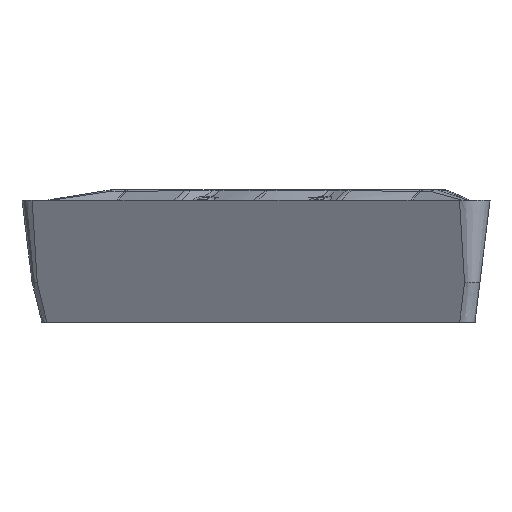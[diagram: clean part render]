
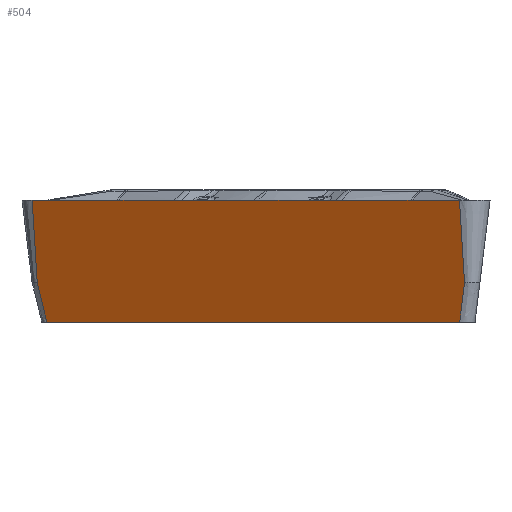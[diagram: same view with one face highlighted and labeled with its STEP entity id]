
A CAD part, left-side view. The second image highlights one B-rep face of the part: STEP entity #504.
In plain terms, the highlighted planar face has unit normal (-0.86, 0.496, -0.122).
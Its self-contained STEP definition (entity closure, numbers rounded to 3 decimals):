
#218=PLANE('',#2891);
#329=FACE_OUTER_BOUND('',#717,.T.);
#504=ADVANCED_FACE('',(#329),#218,.T.);
#717=EDGE_LOOP('',(#1031,#1032,#1033,#1034,#1035,#1036,#1037,#1038,#1039,
#1040));
#899=LINE('',#3527,#944);
#902=LINE('',#3735,#947);
#903=LINE('',#3737,#948);
#944=VECTOR('',#3078,1.);
#947=VECTOR('',#3083,1.);
#948=VECTOR('',#3086,1.);
#1031=ORIENTED_EDGE('',*,*,#2168,.T.);
#1032=ORIENTED_EDGE('',*,*,#2175,.T.);
#1033=ORIENTED_EDGE('',*,*,#2192,.F.);
#1034=ORIENTED_EDGE('',*,*,#2193,.T.);
#1035=ORIENTED_EDGE('',*,*,#2194,.T.);
#1036=ORIENTED_EDGE('',*,*,#2195,.T.);
#1037=ORIENTED_EDGE('',*,*,#2196,.T.);
#1038=ORIENTED_EDGE('',*,*,#2197,.T.);
#1039=ORIENTED_EDGE('',*,*,#2191,.T.);
#1040=ORIENTED_EDGE('',*,*,#2173,.T.);
#1883=VERTEX_POINT('',#3496);
#1891=VERTEX_POINT('',#3526);
#1894=VERTEX_POINT('',#3608);
#1896=VERTEX_POINT('',#3638);
#1908=VERTEX_POINT('',#3729);
#1910=VERTEX_POINT('',#3738);
#1911=VERTEX_POINT('',#3743);
#1912=VERTEX_POINT('',#3748);
#1913=VERTEX_POINT('',#3753);
#1914=VERTEX_POINT('',#3758);
#2168=EDGE_CURVE('',#1883,#1891,#899,.T.);
#2173=EDGE_CURVE('',#1894,#1883,#2618,.T.);
#2175=EDGE_CURVE('',#1891,#1896,#2620,.T.);
#2191=EDGE_CURVE('',#1908,#1894,#902,.T.);
#2192=EDGE_CURVE('',#1910,#1896,#903,.T.);
#2193=EDGE_CURVE('',#1910,#1911,#2634,.T.);
#2194=EDGE_CURVE('',#1911,#1912,#2635,.T.);
#2195=EDGE_CURVE('',#1912,#1913,#2636,.T.);
#2196=EDGE_CURVE('',#1913,#1914,#2637,.T.);
#2197=EDGE_CURVE('',#1914,#1908,#2638,.T.);
#2618=B_SPLINE_CURVE_WITH_KNOTS('',3,(#3618,#3619,#3620,#3621),
 .UNSPECIFIED.,.F.,.F.,(4,4),(0.,1.),.UNSPECIFIED.);
#2620=B_SPLINE_CURVE_WITH_KNOTS('',3,(#3640,#3641,#3642,#3643),
 .UNSPECIFIED.,.F.,.F.,(4,4),(0.,1.),.UNSPECIFIED.);
#2634=B_SPLINE_CURVE_WITH_KNOTS('',3,(#3739,#3740,#3741,#3742),
 .UNSPECIFIED.,.F.,.F.,(4,4),(0.,1.),.UNSPECIFIED.);
#2635=B_SPLINE_CURVE_WITH_KNOTS('',3,(#3744,#3745,#3746,#3747),
 .UNSPECIFIED.,.F.,.F.,(4,4),(0.,1.),.UNSPECIFIED.);
#2636=B_SPLINE_CURVE_WITH_KNOTS('',3,(#3749,#3750,#3751,#3752),
 .UNSPECIFIED.,.F.,.F.,(4,4),(0.,1.),.UNSPECIFIED.);
#2637=B_SPLINE_CURVE_WITH_KNOTS('',3,(#3754,#3755,#3756,#3757),
 .UNSPECIFIED.,.F.,.F.,(4,4),(0.,1.),.UNSPECIFIED.);
#2638=B_SPLINE_CURVE_WITH_KNOTS('',3,(#3759,#3760,#3761,#3762),
 .UNSPECIFIED.,.F.,.F.,(4,4),(0.,1.),.UNSPECIFIED.);
#2891=AXIS2_PLACEMENT_3D('',#3763,#3087,#3088);
#3078=DIRECTION('',(-0.5,-0.866,0.));
#3083=DIRECTION('',(0.106,-0.061,-0.993));
#3086=DIRECTION('',(0.106,-0.061,-0.993));
#3087=DIRECTION('',(-0.86,0.496,-0.122));
#3088=DIRECTION('',(-0.5,-0.866,0.));
#3496=CARTESIAN_POINT('',(-0.173,5.466,-2.58));
#3526=CARTESIAN_POINT('',(-4.82,-2.583,-2.58));
#3527=CARTESIAN_POINT('',(-4.902,-2.726,-2.58));
#3608=CARTESIAN_POINT('',(-0.173,5.656,-1.804));
#3618=CARTESIAN_POINT('',(-0.173,5.656,-1.804));
#3619=CARTESIAN_POINT('',(-0.173,5.593,-2.063));
#3620=CARTESIAN_POINT('',(-0.173,5.529,-2.321));
#3621=CARTESIAN_POINT('',(-0.173,5.466,-2.58));
#3638=CARTESIAN_POINT('',(-4.985,-2.678,-1.804));
#3640=CARTESIAN_POINT('',(-4.82,-2.583,-2.58));
#3641=CARTESIAN_POINT('',(-4.875,-2.615,-2.321));
#3642=CARTESIAN_POINT('',(-4.93,-2.646,-2.063));
#3643=CARTESIAN_POINT('',(-4.985,-2.678,-1.804));
#3729=CARTESIAN_POINT('',(-0.344,5.755,-0.2));
#3735=CARTESIAN_POINT('',(-0.344,5.755,-0.2));
#3737=CARTESIAN_POINT('',(-5.155,-2.58,-0.2));
#3738=CARTESIAN_POINT('',(-5.155,-2.58,-0.2));
#3739=CARTESIAN_POINT('',(-5.155,-2.58,-0.2));
#3740=CARTESIAN_POINT('',(-4.905,-2.146,-0.2));
#3741=CARTESIAN_POINT('',(-4.655,-1.713,-0.2));
#3742=CARTESIAN_POINT('',(-4.405,-1.28,-0.2));
#3743=CARTESIAN_POINT('',(-4.405,-1.28,-0.2));
#3744=CARTESIAN_POINT('',(-4.405,-1.28,-0.2));
#3745=CARTESIAN_POINT('',(-4.155,-0.847,-0.2));
#3746=CARTESIAN_POINT('',(-3.905,-0.414,-0.2));
#3747=CARTESIAN_POINT('',(-3.655,0.019,-0.2));
#3748=CARTESIAN_POINT('',(-3.655,0.019,-0.2));
#3749=CARTESIAN_POINT('',(-3.655,0.019,-0.2));
#3750=CARTESIAN_POINT('',(-3.052,1.065,-0.2));
#3751=CARTESIAN_POINT('',(-2.448,2.11,-0.2));
#3752=CARTESIAN_POINT('',(-1.844,3.156,-0.2));
#3753=CARTESIAN_POINT('',(-1.844,3.156,-0.2));
#3754=CARTESIAN_POINT('',(-1.844,3.156,-0.2));
#3755=CARTESIAN_POINT('',(-1.594,3.589,-0.2));
#3756=CARTESIAN_POINT('',(-1.344,4.022,-0.2));
#3757=CARTESIAN_POINT('',(-1.094,4.455,-0.2));
#3758=CARTESIAN_POINT('',(-1.094,4.455,-0.2));
#3759=CARTESIAN_POINT('',(-1.094,4.455,-0.2));
#3760=CARTESIAN_POINT('',(-0.844,4.888,-0.2));
#3761=CARTESIAN_POINT('',(-0.594,5.321,-0.2));
#3762=CARTESIAN_POINT('',(-0.344,5.755,-0.2));
#3763=CARTESIAN_POINT('',(-5.155,-2.58,-0.2));
